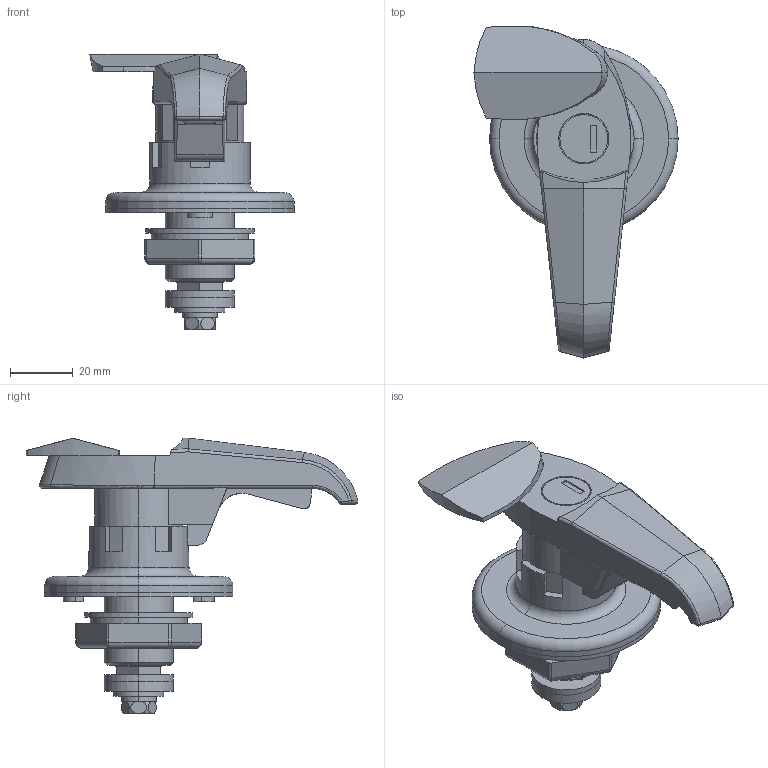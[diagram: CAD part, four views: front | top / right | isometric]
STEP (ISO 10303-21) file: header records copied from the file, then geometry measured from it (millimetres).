
FILE_DESCRIPTION (( 'STEP AP203' ), '1' );
FILE_NAME ('sone3D.STEP', '2016-03-23T07:59:44', ( '' ), ( '' ), 'SwSTEP 2.0', 'SolidWorks 2012', '' );
FILE_SCHEMA (( 'CONFIG_CONTROL_DESIGN' ));
Length unit declared in the file: millimetre
Products named in the file (12): A-140-W-3角穴スペーサ__t2.0; A-140-W-3角穴スペーサ__t3.2; A-140-W-3歯付座金_; A-140-W-3六角ナット_; A-140-W-3僷僢僉儞_; A-140-W-3受座_; A-140-W-3蓋__-1-2(鍵無し); A-140-W-3本体__-3-1(鍵付き); sone3D; ダミーローター__#TAK60-4_; A-140-W-3M6僱僕__M6亊15; A-140-W-3平ワッシャー_
Assembly tree (11 placements, depth 2):
  sone3D
    A-140-W-3本体__-3-1(鍵付き)
    A-140-W-3蓋__-1-2(鍵無し)
    A-140-W-3受座_
    A-140-W-3僷僢僉儞_
    A-140-W-3六角ナット_
    A-140-W-3歯付座金_
    A-140-W-3角穴スペーサ__t3.2
    A-140-W-3角穴スペーサ__t2.0
    A-140-W-3平ワッシャー_
    A-140-W-3M6僱僕__M6亊15
    ダミーローター__#TAK60-4_
Bounding box: 65 x 105.64 x 87.7 mm (x, y, z)
Volume: 86000.8 mm3; surface area: 41472.7 mm2
Topology: 11 solids, 11 shells, 347 faces, 851 edges, 542 vertices
Faces by surface type: plane 170, cylinder 124, bspline 32, torus 10, cone 6, sphere 5
Entity records: 12985 total; most frequent: CARTESIAN_POINT 3644, ORIENTED_EDGE 1690, DIRECTION 1671, EDGE_CURVE 845, AXIS2_PLACEMENT_3D 604, VERTEX_POINT 542, LINE 463, VECTOR 463
